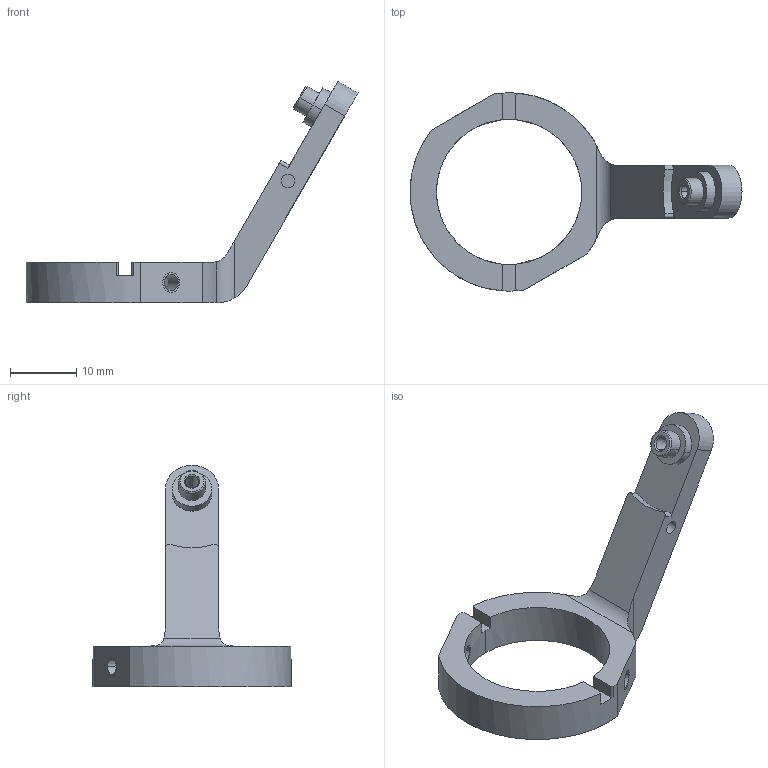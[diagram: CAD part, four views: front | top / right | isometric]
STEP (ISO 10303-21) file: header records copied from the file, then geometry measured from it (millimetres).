
FILE_DESCRIPTION((''),'2;1');
FILE_NAME('IC_021_P_177','2023-06-14T12:48:48',('lprotopapa'),(''),'CREO PARAMETRIC BY PTC INC, 2022284','CREO PARAMETRIC BY PTC INC, 2022284','');
FILE_SCHEMA(('CONFIG_CONTROL_DESIGN'));
Length unit declared in the file: millimetre
Products named in the file (1): IC_021_P_177
Bounding box: 50.24 x 30 x 33.48 mm (x, y, z)
Volume: 3110.6 mm3; surface area: 2697.2 mm2
Topology: 1 solids, 4 shells, 65 faces, 172 edges, 112 vertices
Faces by surface type: cylinder 35, plane 24, cone 6
Entity records: 2203 total; most frequent: CARTESIAN_POINT 500, DIRECTION 358, ORIENTED_EDGE 332, EDGE_CURVE 172, AXIS2_PLACEMENT_3D 136, VERTEX_POINT 112, VECTOR 86, LINE 86
